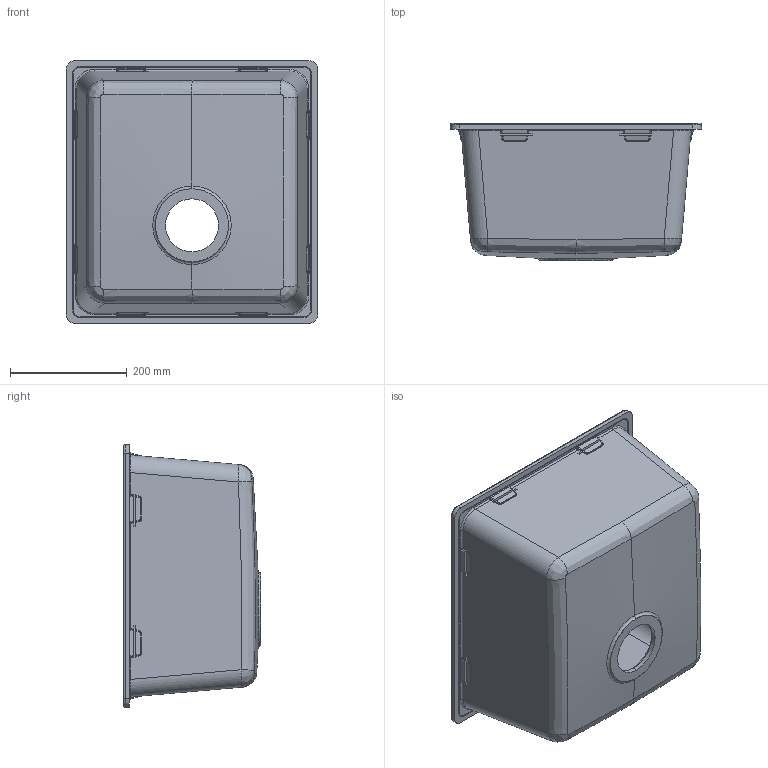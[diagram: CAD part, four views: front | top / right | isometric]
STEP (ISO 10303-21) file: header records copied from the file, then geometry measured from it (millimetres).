
FILE_DESCRIPTION((''),'2;1');
FILE_NAME('SKS1718-2402863-20201224','2021-05-14T',('Administrator'),(''),'CREO PARAMETRIC BY PTC INC, 2017170','CREO PARAMETRIC BY PTC INC, 2017170','');
FILE_SCHEMA(('CONFIG_CONTROL_DESIGN'));
Length unit declared in the file: millimetre
Products named in the file (1): SKS1718-2402863-20201224
Bounding box: 430.01 x 235 x 450.01 mm (x, y, z)
Volume: 4190660.3 mm3; surface area: 945884.2 mm2
Topology: 1 solids, 1 shells, 424 faces, 1034 edges, 614 vertices
Faces by surface type: bspline 194, cylinder 124, plane 88, cone 12, torus 6
Entity records: 22793 total; most frequent: CARTESIAN_POINT 14295, ORIENTED_EDGE 2068, DIRECTION 1344, EDGE_CURVE 1034, VERTEX_POINT 614, AXIS2_PLACEMENT_3D 496, EDGE_LOOP 428, FACE_OUTER_BOUND 424
